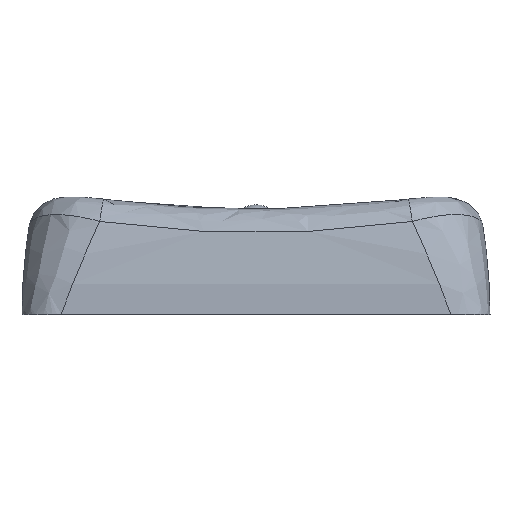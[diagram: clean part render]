
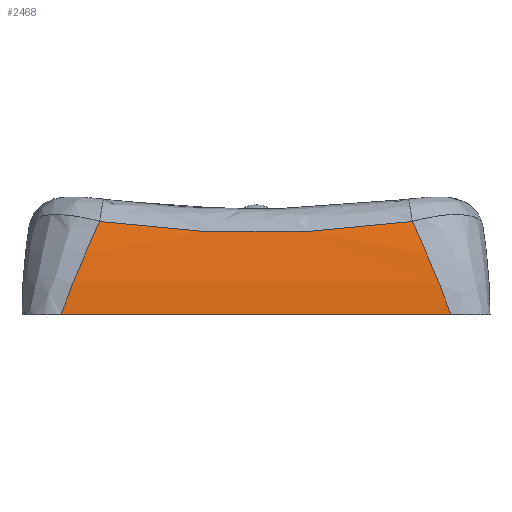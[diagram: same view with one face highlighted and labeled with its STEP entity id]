
A CAD part, top view. The second image highlights one B-rep face of the part: STEP entity #2468.
In plain terms, the highlighted cylindrical face has radius 11.653 mm (diameter 23.307 mm), a partial arc.
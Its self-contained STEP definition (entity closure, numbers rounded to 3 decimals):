
#117=LINE('',#4200,#359);
#359=VECTOR('',#2664,10.);
#612=CYLINDRICAL_SURFACE('',#2625,11.653);
#801=FACE_OUTER_BOUND('',#945,.T.);
#945=EDGE_LOOP('',(#2306,#2307,#2308,#2309,#2310,#2311,#2312,#2313));
#1001=B_SPLINE_CURVE_WITH_KNOTS('',3,(#4825,#4826,#4827,#4828),
 .UNSPECIFIED.,.F.,.F.,(4,4),(-1.199,0.),
 .UNSPECIFIED.);
#1025=B_SPLINE_CURVE_WITH_KNOTS('',3,(#5251,#5252,#5253,#5254),
 .UNSPECIFIED.,.F.,.F.,(4,4),(-0.418,-0.188),
 .UNSPECIFIED.);
#1026=B_SPLINE_CURVE_WITH_KNOTS('',3,(#5256,#5257,#5258,#5259),
 .UNSPECIFIED.,.F.,.F.,(4,4),(-0.188,-0.078),
 .UNSPECIFIED.);
#1027=B_SPLINE_CURVE_WITH_KNOTS('',3,(#5260,#5261,#5262,#5263),
 .UNSPECIFIED.,.F.,.F.,(4,4),(-0.078,-0.065),
 .UNSPECIFIED.);
#1028=B_SPLINE_CURVE_WITH_KNOTS('',3,(#5266,#5267,#5268,#5269),
 .UNSPECIFIED.,.F.,.F.,(4,4),(-0.23,0.),
 .UNSPECIFIED.);
#1029=B_SPLINE_CURVE_WITH_KNOTS('',3,(#5271,#5272,#5273,#5274),
 .UNSPECIFIED.,.F.,.F.,(4,4),(-0.34,-0.23),
 .UNSPECIFIED.);
#1030=B_SPLINE_CURVE_WITH_KNOTS('',3,(#5275,#5276,#5277,#5278),
 .UNSPECIFIED.,.F.,.F.,(4,4),(-0.353,-0.34),
 .UNSPECIFIED.);
#1071=VERTEX_POINT('',#4185);
#1073=VERTEX_POINT('',#4199);
#1235=VERTEX_POINT('',#4822);
#1236=VERTEX_POINT('',#4824);
#1254=VERTEX_POINT('',#5250);
#1255=VERTEX_POINT('',#5255);
#1256=VERTEX_POINT('',#5265);
#1257=VERTEX_POINT('',#5270);
#1314=EDGE_CURVE('',#1073,#1071,#117,.T.);
#1576=EDGE_CURVE('',#1235,#1236,#1001,.T.);
#1607=EDGE_CURVE('',#1073,#1254,#1025,.T.);
#1608=EDGE_CURVE('',#1254,#1255,#1026,.T.);
#1609=EDGE_CURVE('',#1255,#1235,#1027,.T.);
#1610=EDGE_CURVE('',#1256,#1071,#1028,.T.);
#1611=EDGE_CURVE('',#1257,#1256,#1029,.T.);
#1612=EDGE_CURVE('',#1236,#1257,#1030,.T.);
#2306=ORIENTED_EDGE('',*,*,#1608,.F.);
#2307=ORIENTED_EDGE('',*,*,#1607,.F.);
#2308=ORIENTED_EDGE('',*,*,#1314,.T.);
#2309=ORIENTED_EDGE('',*,*,#1610,.F.);
#2310=ORIENTED_EDGE('',*,*,#1611,.F.);
#2311=ORIENTED_EDGE('',*,*,#1612,.F.);
#2312=ORIENTED_EDGE('',*,*,#1576,.F.);
#2313=ORIENTED_EDGE('',*,*,#1609,.F.);
#2468=ADVANCED_FACE('',(#801),#612,.T.);
#2625=AXIS2_PLACEMENT_3D('',#5264,#3150,#3151);
#2664=DIRECTION('',(1.,0.,0.));
#3150=DIRECTION('center_axis',(1.,0.,0.));
#3151=DIRECTION('ref_axis',(0.,0.696,-0.718));
#4185=CARTESIAN_POINT('',(7.45,3.5,8.95));
#4199=CARTESIAN_POINT('',(-7.45,3.5,8.95));
#4200=CARTESIAN_POINT('',(0.,3.5,8.95));
#4822=CARTESIAN_POINT('',(-5.979,7.045,8.398));
#4824=CARTESIAN_POINT('',(5.979,7.045,8.398));
#4825=CARTESIAN_POINT('Ctrl Pts',(-5.979,7.045,8.398));
#4826=CARTESIAN_POINT('Ctrl Pts',(-2.017,6.47,8.581));
#4827=CARTESIAN_POINT('Ctrl Pts',(2.017,6.47,8.581));
#4828=CARTESIAN_POINT('Ctrl Pts',(5.979,7.045,8.398));
#5250=CARTESIAN_POINT('',(-6.533,5.8,8.721));
#5251=CARTESIAN_POINT('Ctrl Pts',(-7.45,3.5,8.95));
#5252=CARTESIAN_POINT('Ctrl Pts',(-7.175,4.257,8.95));
#5253=CARTESIAN_POINT('Ctrl Pts',(-6.866,5.027,8.877));
#5254=CARTESIAN_POINT('Ctrl Pts',(-6.533,5.8,8.721));
#5255=CARTESIAN_POINT('',(-6.038,6.916,8.438));
#5256=CARTESIAN_POINT('Ctrl Pts',(-6.533,5.8,8.721));
#5257=CARTESIAN_POINT('Ctrl Pts',(-6.373,6.172,8.646));
#5258=CARTESIAN_POINT('Ctrl Pts',(-6.208,6.544,8.552));
#5259=CARTESIAN_POINT('Ctrl Pts',(-6.038,6.916,8.438));
#5260=CARTESIAN_POINT('Ctrl Pts',(-6.038,6.916,8.438));
#5261=CARTESIAN_POINT('Ctrl Pts',(-6.018,6.959,8.425));
#5262=CARTESIAN_POINT('Ctrl Pts',(-5.999,7.002,8.412));
#5263=CARTESIAN_POINT('Ctrl Pts',(-5.979,7.045,8.398));
#5264=CARTESIAN_POINT('Origin',(0.,3.5,-2.703));
#5265=CARTESIAN_POINT('',(6.533,5.8,8.721));
#5266=CARTESIAN_POINT('Ctrl Pts',(6.533,5.8,8.721));
#5267=CARTESIAN_POINT('Ctrl Pts',(6.866,5.027,8.877));
#5268=CARTESIAN_POINT('Ctrl Pts',(7.175,4.257,8.95));
#5269=CARTESIAN_POINT('Ctrl Pts',(7.45,3.5,8.95));
#5270=CARTESIAN_POINT('',(6.038,6.916,8.438));
#5271=CARTESIAN_POINT('Ctrl Pts',(6.038,6.916,8.438));
#5272=CARTESIAN_POINT('Ctrl Pts',(6.207,6.544,8.552));
#5273=CARTESIAN_POINT('Ctrl Pts',(6.373,6.172,8.646));
#5274=CARTESIAN_POINT('Ctrl Pts',(6.533,5.8,8.721));
#5275=CARTESIAN_POINT('Ctrl Pts',(5.979,7.045,8.398));
#5276=CARTESIAN_POINT('Ctrl Pts',(5.999,7.002,8.412));
#5277=CARTESIAN_POINT('Ctrl Pts',(6.018,6.959,8.425));
#5278=CARTESIAN_POINT('Ctrl Pts',(6.038,6.916,8.438));
